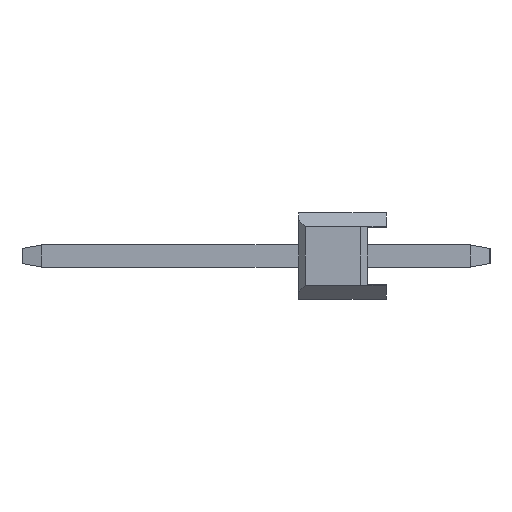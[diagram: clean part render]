
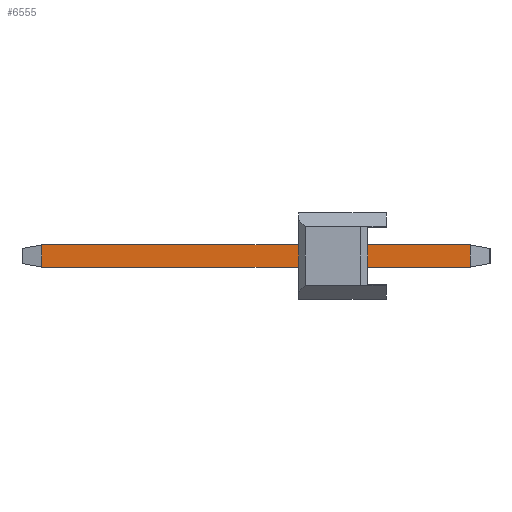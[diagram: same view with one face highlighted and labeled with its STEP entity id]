
A CAD part, left-side view. The second image highlights one B-rep face of the part: STEP entity #6555.
In plain terms, the highlighted planar face has unit normal (-1, 0, 0).
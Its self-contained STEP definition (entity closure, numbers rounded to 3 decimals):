
#607 = PLANE ( 'NONE',  #21168 ) ;
#703 = LINE ( 'NONE', #9626, #12730 ) ;
#2569 = CARTESIAN_POINT ( 'NONE',  ( -0.32, 10.54, 0.32 ) ) ;
#2740 = VECTOR ( 'NONE', #11453, 1000. ) ;
#3623 = ORIENTED_EDGE ( 'NONE', *, *, #10827, .T. ) ;
#3980 = VECTOR ( 'NONE', #23602, 1000. ) ;
#6058 = LINE ( 'NONE', #14850, #3980 ) ;
#6555 = ADVANCED_FACE ( 'NONE', ( #20378 ), #607, .F. ) ;
#7342 = DIRECTION ( 'NONE',  ( 0., -1., 0. ) ) ;
#7546 = CARTESIAN_POINT ( 'NONE',  ( -0.32, 9.973, -0.32 ) ) ;
#8334 = EDGE_CURVE ( 'NONE', #18177, #27547, #22320, .T. ) ;
#9115 = CARTESIAN_POINT ( 'NONE',  ( -0.32, 9.973, 0.32 ) ) ;
#9528 = CARTESIAN_POINT ( 'NONE',  ( -0.32, 10.54, 0.32 ) ) ;
#9626 = CARTESIAN_POINT ( 'NONE',  ( -0.32, 9.973, -0.32 ) ) ;
#10167 = EDGE_CURVE ( 'NONE', #17633, #27547, #6058, .T. ) ;
#10827 = EDGE_CURVE ( 'NONE', #18177, #17499, #703, .T. ) ;
#11087 = VECTOR ( 'NONE', #7342, 1000. ) ;
#11453 = DIRECTION ( 'NONE',  ( 0., -1., 0. ) ) ;
#12730 = VECTOR ( 'NONE', #18334, 1000. ) ;
#14850 = CARTESIAN_POINT ( 'NONE',  ( -0.32, -2.433, 0.32 ) ) ;
#14996 = EDGE_CURVE ( 'NONE', #17499, #17633, #18235, .T. ) ;
#15461 = ORIENTED_EDGE ( 'NONE', *, *, #10167, .T. ) ;
#17499 = VERTEX_POINT ( 'NONE', #7546 ) ;
#17633 = VERTEX_POINT ( 'NONE', #25822 ) ;
#17731 = ORIENTED_EDGE ( 'NONE', *, *, #14996, .T. ) ;
#18177 = VERTEX_POINT ( 'NONE', #9115 ) ;
#18235 = LINE ( 'NONE', #27059, #11087 ) ;
#18239 = DIRECTION ( 'NONE',  ( 1., 0., 0. ) ) ;
#18334 = DIRECTION ( 'NONE',  ( 0., 0., -1. ) ) ;
#20183 = CARTESIAN_POINT ( 'NONE',  ( -0.32, -2.433, 0.32 ) ) ;
#20378 = FACE_OUTER_BOUND ( 'NONE', #22509, .T. ) ;
#21168 = AXIS2_PLACEMENT_3D ( 'NONE', #9528, #18239, #27061 ) ;
#22320 = LINE ( 'NONE', #2569, #2740 ) ;
#22509 = EDGE_LOOP ( 'NONE', ( #17731, #15461, #28293, #3623 ) ) ;
#23602 = DIRECTION ( 'NONE',  ( 0., 0., 1. ) ) ;
#25822 = CARTESIAN_POINT ( 'NONE',  ( -0.32, -2.433, -0.32 ) ) ;
#27059 = CARTESIAN_POINT ( 'NONE',  ( -0.32, 10.54, -0.32 ) ) ;
#27061 = DIRECTION ( 'NONE',  ( 0., 0., -1. ) ) ;
#27547 = VERTEX_POINT ( 'NONE', #20183 ) ;
#28293 = ORIENTED_EDGE ( 'NONE', *, *, #8334, .F. ) ;
